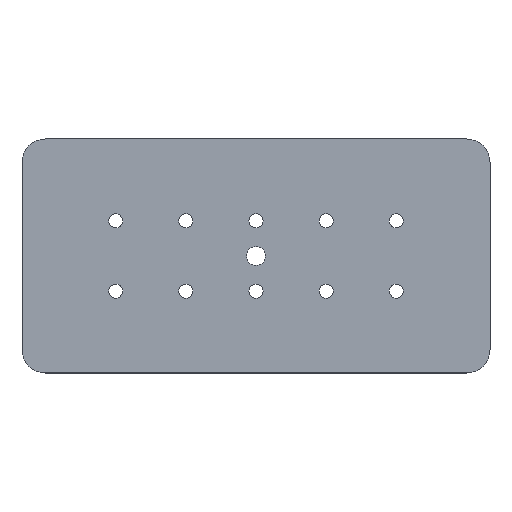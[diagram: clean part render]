
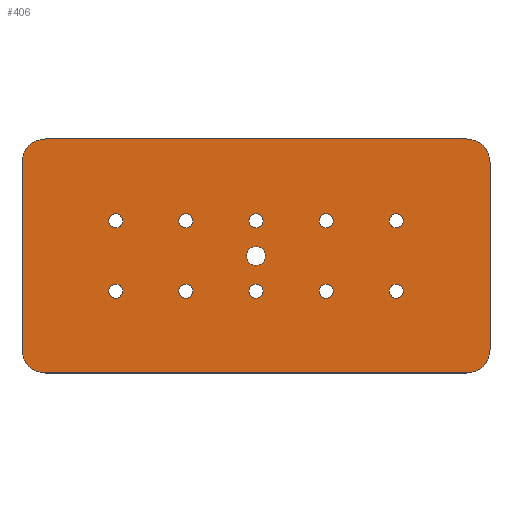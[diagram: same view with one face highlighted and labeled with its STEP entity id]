
A CAD part, top view. The second image highlights one B-rep face of the part: STEP entity #406.
In plain terms, the highlighted planar face has unit normal (0, 0, 1).
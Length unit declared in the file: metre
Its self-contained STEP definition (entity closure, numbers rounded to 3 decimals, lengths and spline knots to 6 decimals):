
#21=CIRCLE('',#424,0.01);
#23=CIRCLE('',#428,0.01);
#25=CIRCLE('',#432,0.01);
#26=CIRCLE('',#435,0.003);
#28=CIRCLE('',#438,0.003);
#30=CIRCLE('',#441,0.003);
#32=CIRCLE('',#444,0.003);
#34=CIRCLE('',#447,0.003);
#36=CIRCLE('',#450,0.003);
#38=CIRCLE('',#453,0.003);
#40=CIRCLE('',#456,0.003);
#42=CIRCLE('',#459,0.003);
#44=CIRCLE('',#462,0.003);
#46=CIRCLE('',#465,0.004);
#49=CIRCLE('',#469,0.01);
#119=ORIENTED_EDGE('',*,*,#199,.F.);
#120=ORIENTED_EDGE('',*,*,#197,.F.);
#121=ORIENTED_EDGE('',*,*,#195,.F.);
#122=ORIENTED_EDGE('',*,*,#193,.F.);
#123=ORIENTED_EDGE('',*,*,#191,.F.);
#124=ORIENTED_EDGE('',*,*,#189,.F.);
#125=ORIENTED_EDGE('',*,*,#187,.F.);
#126=ORIENTED_EDGE('',*,*,#185,.F.);
#127=ORIENTED_EDGE('',*,*,#183,.F.);
#128=ORIENTED_EDGE('',*,*,#181,.F.);
#129=ORIENTED_EDGE('',*,*,#179,.F.);
#130=ORIENTED_EDGE('',*,*,#159,.F.);
#131=ORIENTED_EDGE('',*,*,#163,.T.);
#132=ORIENTED_EDGE('',*,*,#166,.T.);
#133=ORIENTED_EDGE('',*,*,#169,.T.);
#134=ORIENTED_EDGE('',*,*,#172,.T.);
#135=ORIENTED_EDGE('',*,*,#175,.T.);
#136=ORIENTED_EDGE('',*,*,#178,.F.);
#137=ORIENTED_EDGE('',*,*,#202,.T.);
#159=EDGE_CURVE('',#205,#206,#243,.T.);
#163=EDGE_CURVE('',#205,#208,#21,.T.);
#166=EDGE_CURVE('',#208,#210,#248,.T.);
#169=EDGE_CURVE('',#210,#212,#23,.T.);
#172=EDGE_CURVE('',#212,#214,#252,.T.);
#175=EDGE_CURVE('',#214,#216,#25,.T.);
#178=EDGE_CURVE('',#218,#216,#256,.T.);
#179=EDGE_CURVE('',#219,#219,#26,.T.);
#181=EDGE_CURVE('',#221,#221,#28,.T.);
#183=EDGE_CURVE('',#223,#223,#30,.T.);
#185=EDGE_CURVE('',#225,#225,#32,.T.);
#187=EDGE_CURVE('',#227,#227,#34,.T.);
#189=EDGE_CURVE('',#229,#229,#36,.T.);
#191=EDGE_CURVE('',#231,#231,#38,.T.);
#193=EDGE_CURVE('',#233,#233,#40,.T.);
#195=EDGE_CURVE('',#235,#235,#42,.T.);
#197=EDGE_CURVE('',#237,#237,#44,.T.);
#199=EDGE_CURVE('',#239,#239,#46,.T.);
#202=EDGE_CURVE('',#218,#206,#49,.T.);
#205=VERTEX_POINT('',#598);
#206=VERTEX_POINT('',#600);
#208=VERTEX_POINT('',#606);
#210=VERTEX_POINT('',#612);
#212=VERTEX_POINT('',#618);
#214=VERTEX_POINT('',#624);
#216=VERTEX_POINT('',#630);
#218=VERTEX_POINT('',#636);
#219=VERTEX_POINT('',#640);
#221=VERTEX_POINT('',#645);
#223=VERTEX_POINT('',#650);
#225=VERTEX_POINT('',#655);
#227=VERTEX_POINT('',#660);
#229=VERTEX_POINT('',#665);
#231=VERTEX_POINT('',#670);
#233=VERTEX_POINT('',#675);
#235=VERTEX_POINT('',#680);
#237=VERTEX_POINT('',#685);
#239=VERTEX_POINT('',#690);
#243=LINE('',#599,#259);
#248=LINE('',#613,#264);
#252=LINE('',#625,#268);
#256=LINE('',#637,#272);
#259=VECTOR('',#478,1.);
#264=VECTOR('',#491,1.);
#268=VECTOR('',#503,1.);
#272=VECTOR('',#515,1.);
#303=EDGE_LOOP('',(#119));
#304=EDGE_LOOP('',(#120));
#305=EDGE_LOOP('',(#121));
#306=EDGE_LOOP('',(#122));
#307=EDGE_LOOP('',(#123));
#308=EDGE_LOOP('',(#124));
#309=EDGE_LOOP('',(#125));
#310=EDGE_LOOP('',(#126));
#311=EDGE_LOOP('',(#127));
#312=EDGE_LOOP('',(#128));
#313=EDGE_LOOP('',(#129));
#314=EDGE_LOOP('',(#130,#131,#132,#133,#134,#135,#136,#137));
#357=FACE_BOUND('',#303,.T.);
#358=FACE_BOUND('',#304,.T.);
#359=FACE_BOUND('',#305,.T.);
#360=FACE_BOUND('',#306,.T.);
#361=FACE_BOUND('',#307,.T.);
#362=FACE_BOUND('',#308,.T.);
#363=FACE_BOUND('',#309,.T.);
#364=FACE_BOUND('',#310,.T.);
#365=FACE_BOUND('',#311,.T.);
#366=FACE_BOUND('',#312,.T.);
#367=FACE_BOUND('',#313,.T.);
#368=FACE_BOUND('',#314,.T.);
#385=PLANE('',#470);
#406=ADVANCED_FACE('',(#357,#358,#359,#360,#361,#362,#363,#364,#365,#366,
#367,#368),#385,.T.);
#424=AXIS2_PLACEMENT_3D('',#607,#485,#486);
#428=AXIS2_PLACEMENT_3D('',#619,#497,#498);
#432=AXIS2_PLACEMENT_3D('',#631,#509,#510);
#435=AXIS2_PLACEMENT_3D('',#639,#518,#519);
#438=AXIS2_PLACEMENT_3D('',#644,#524,#525);
#441=AXIS2_PLACEMENT_3D('',#649,#530,#531);
#444=AXIS2_PLACEMENT_3D('',#654,#536,#537);
#447=AXIS2_PLACEMENT_3D('',#659,#542,#543);
#450=AXIS2_PLACEMENT_3D('',#664,#548,#549);
#453=AXIS2_PLACEMENT_3D('',#669,#554,#555);
#456=AXIS2_PLACEMENT_3D('',#674,#560,#561);
#459=AXIS2_PLACEMENT_3D('',#679,#566,#567);
#462=AXIS2_PLACEMENT_3D('',#684,#572,#573);
#465=AXIS2_PLACEMENT_3D('',#689,#578,#579);
#469=AXIS2_PLACEMENT_3D('',#695,#586,#587);
#470=AXIS2_PLACEMENT_3D('',#696,#588,#589);
#478=DIRECTION('',(0.,1.,0.));
#485=DIRECTION('',(0.,0.,1.));
#486=DIRECTION('',(1.,0.,0.));
#491=DIRECTION('',(1.,0.,0.));
#497=DIRECTION('',(0.,0.,1.));
#498=DIRECTION('',(1.,0.,0.));
#503=DIRECTION('',(0.,1.,0.));
#509=DIRECTION('',(0.,0.,1.));
#510=DIRECTION('',(1.,0.,0.));
#515=DIRECTION('',(1.,0.,0.));
#518=DIRECTION('',(0.,0.,1.));
#519=DIRECTION('',(1.,0.,0.));
#524=DIRECTION('',(0.,0.,1.));
#525=DIRECTION('',(1.,0.,0.));
#530=DIRECTION('',(0.,0.,1.));
#531=DIRECTION('',(1.,0.,0.));
#536=DIRECTION('',(0.,0.,1.));
#537=DIRECTION('',(1.,0.,0.));
#542=DIRECTION('',(0.,0.,1.));
#543=DIRECTION('',(1.,0.,0.));
#548=DIRECTION('',(0.,0.,1.));
#549=DIRECTION('',(1.,0.,0.));
#554=DIRECTION('',(0.,0.,1.));
#555=DIRECTION('',(1.,0.,0.));
#560=DIRECTION('',(0.,0.,1.));
#561=DIRECTION('',(1.,0.,0.));
#566=DIRECTION('',(0.,0.,1.));
#567=DIRECTION('',(1.,0.,0.));
#572=DIRECTION('',(0.,0.,1.));
#573=DIRECTION('',(1.,0.,0.));
#578=DIRECTION('',(0.,0.,1.));
#579=DIRECTION('',(1.,0.,0.));
#586=DIRECTION('',(0.,0.,1.));
#587=DIRECTION('',(1.,0.,0.));
#588=DIRECTION('',(0.,0.,1.));
#589=DIRECTION('',(1.,0.,0.));
#598=CARTESIAN_POINT('',(0.,0.01,0.003));
#599=CARTESIAN_POINT('',(0.,0.05,0.003));
#600=CARTESIAN_POINT('',(0.,0.09,0.003));
#606=CARTESIAN_POINT('',(0.01,0.,0.003));
#607=CARTESIAN_POINT('',(0.01,0.01,0.003));
#612=CARTESIAN_POINT('',(0.19,0.,0.003));
#613=CARTESIAN_POINT('',(0.1,0.,0.003));
#618=CARTESIAN_POINT('',(0.2,0.01,0.003));
#619=CARTESIAN_POINT('',(0.19,0.01,0.003));
#624=CARTESIAN_POINT('',(0.2,0.09,0.003));
#625=CARTESIAN_POINT('',(0.2,0.05,0.003));
#630=CARTESIAN_POINT('',(0.19,0.1,0.003));
#631=CARTESIAN_POINT('',(0.19,0.09,0.003));
#636=CARTESIAN_POINT('',(0.01,0.1,0.003));
#637=CARTESIAN_POINT('',(0.1,0.1,0.003));
#639=CARTESIAN_POINT('',(0.04,0.065,0.003));
#640=CARTESIAN_POINT('',(0.043,0.065,0.003));
#644=CARTESIAN_POINT('',(0.04,0.035,0.003));
#645=CARTESIAN_POINT('',(0.043,0.035,0.003));
#649=CARTESIAN_POINT('',(0.07,0.035,0.003));
#650=CARTESIAN_POINT('',(0.073,0.035,0.003));
#654=CARTESIAN_POINT('',(0.07,0.065,0.003));
#655=CARTESIAN_POINT('',(0.073,0.065,0.003));
#659=CARTESIAN_POINT('',(0.1,0.035,0.003));
#660=CARTESIAN_POINT('',(0.103,0.035,0.003));
#664=CARTESIAN_POINT('',(0.1,0.065,0.003));
#665=CARTESIAN_POINT('',(0.103,0.065,0.003));
#669=CARTESIAN_POINT('',(0.13,0.035,0.003));
#670=CARTESIAN_POINT('',(0.133,0.035,0.003));
#674=CARTESIAN_POINT('',(0.13,0.065,0.003));
#675=CARTESIAN_POINT('',(0.133,0.065,0.003));
#679=CARTESIAN_POINT('',(0.16,0.035,0.003));
#680=CARTESIAN_POINT('',(0.163,0.035,0.003));
#684=CARTESIAN_POINT('',(0.16,0.065,0.003));
#685=CARTESIAN_POINT('',(0.163,0.065,0.003));
#689=CARTESIAN_POINT('',(0.1,0.05,0.003));
#690=CARTESIAN_POINT('',(0.104,0.05,0.003));
#695=CARTESIAN_POINT('',(0.01,0.09,0.003));
#696=CARTESIAN_POINT('',(0.1,0.05,0.003));
